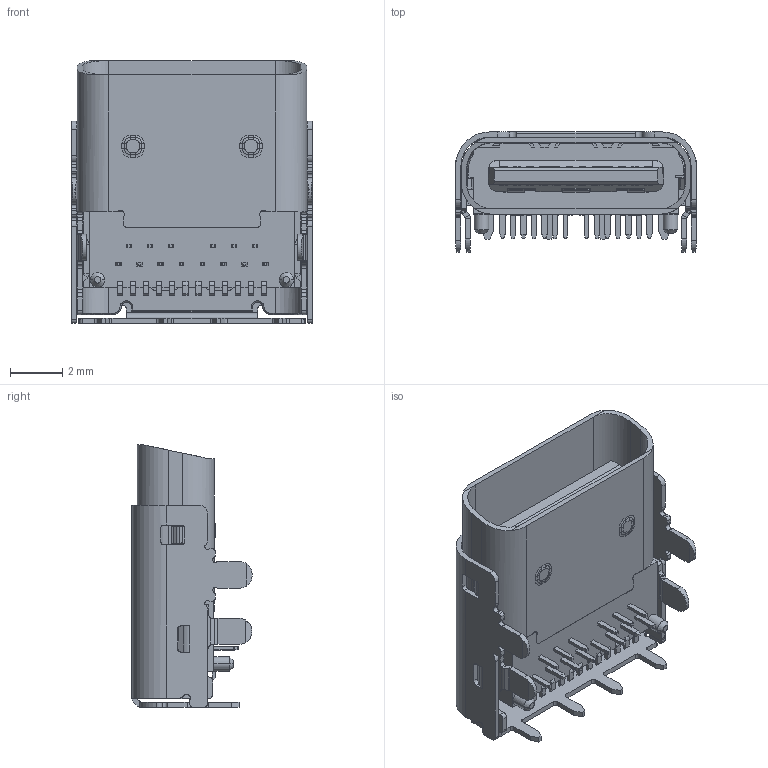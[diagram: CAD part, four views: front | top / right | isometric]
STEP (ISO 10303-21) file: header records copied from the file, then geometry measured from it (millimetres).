
FILE_DESCRIPTION((''),'2;1');
FILE_NAME('10137066_CUST3D','2018-07-30T',('leilq'),('AFCI'),'CREO PARAMETRIC BY PTC INC, 2016130','CREO PARAMETRIC BY PTC INC, 2016130','');
FILE_SCHEMA(('AUTOMOTIVE_DESIGN { 1 0 10303 214 1 1 1 1 }'));
Length unit declared in the file: millimetre
Products named in the file (1): 10137066_CUST3D
Bounding box: 9.18 x 4.58 x 10.02 mm (x, y, z)
Volume: 139.8 mm3; surface area: 739.6 mm2
Topology: 1 solids, 1 shells, 1609 faces, 4642 edges, 3011 vertices
Faces by surface type: plane 1053, cylinder 506, bspline 20, torus 16, cone 14
Entity records: 53606 total; most frequent: CARTESIAN_POINT 10372, ORIENTED_EDGE 9284, DIRECTION 8790, EDGE_CURVE 4642, VECTOR 3378, LINE 3378, VERTEX_POINT 3011, AXIS2_PLACEMENT_3D 2706
